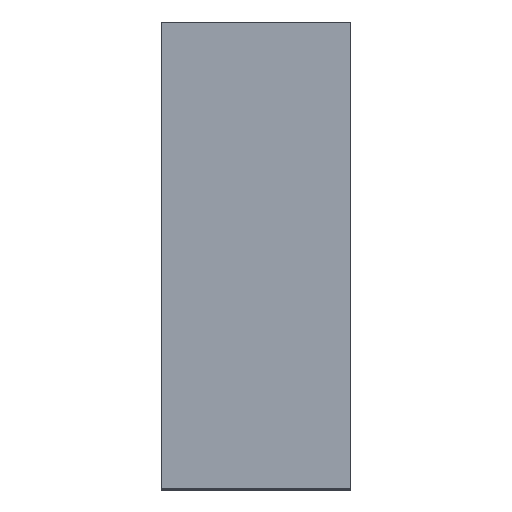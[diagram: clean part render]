
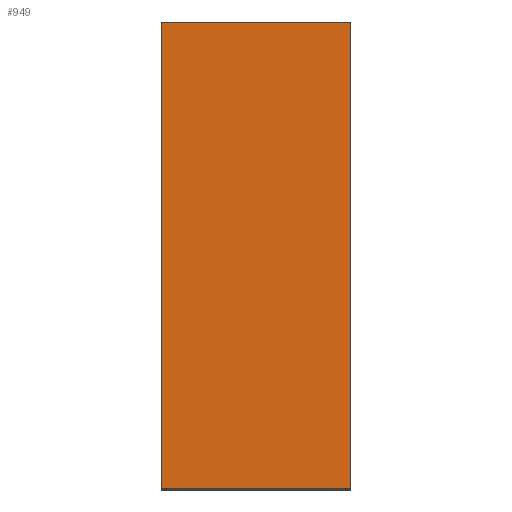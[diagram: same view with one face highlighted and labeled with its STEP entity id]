
A CAD part, top view. The second image highlights one B-rep face of the part: STEP entity #949.
In plain terms, the highlighted planar face has unit normal (0, 0, 1).
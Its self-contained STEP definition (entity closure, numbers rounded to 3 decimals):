
#29 = DIRECTION ( 'NONE',  ( -1., 0., 0. ) ) ;
#31 = CARTESIAN_POINT ( 'NONE',  ( 20., 0., 48.35 ) ) ;
#37 = EDGE_CURVE ( 'NONE', #746, #842, #581, .T. ) ;
#82 = CARTESIAN_POINT ( 'NONE',  ( 0., 0., 48.35 ) ) ;
#92 = CARTESIAN_POINT ( 'NONE',  ( 0., 0., 48.35 ) ) ;
#100 = CARTESIAN_POINT ( 'NONE',  ( 20., 0., 48.35 ) ) ;
#110 = DIRECTION ( 'NONE',  ( 0., -1., 0. ) ) ;
#115 = CARTESIAN_POINT ( 'NONE',  ( 0., -49.098, 48.35 ) ) ;
#239 = CARTESIAN_POINT ( 'NONE',  ( 20., -49.098, 48.35 ) ) ;
#274 = PLANE ( 'NONE',  #922 ) ;
#328 = CARTESIAN_POINT ( 'NONE',  ( 20., 0., 48.35 ) ) ;
#330 = DIRECTION ( 'NONE',  ( -1., 0., 0. ) ) ;
#331 = DIRECTION ( 'NONE',  ( 0., 1., 0. ) ) ;
#341 = DIRECTION ( 'NONE',  ( 0., 0., -1. ) ) ;
#390 = FACE_OUTER_BOUND ( 'NONE', #758, .T. ) ;
#412 = CARTESIAN_POINT ( 'NONE',  ( 20., -49.098, 48.35 ) ) ;
#499 = VECTOR ( 'NONE', #330, 1000. ) ;
#505 = LINE ( 'NONE', #412, #499 ) ;
#515 = VECTOR ( 'NONE', #29, 1000. ) ;
#520 = LINE ( 'NONE', #31, #515 ) ;
#544 = VECTOR ( 'NONE', #110, 1000. ) ;
#557 = LINE ( 'NONE', #82, #544 ) ;
#579 = VECTOR ( 'NONE', #882, 1000. ) ;
#581 = LINE ( 'NONE', #100, #579 ) ;
#648 = VERTEX_POINT ( 'NONE', #92 ) ;
#653 = VERTEX_POINT ( 'NONE', #115 ) ;
#746 = VERTEX_POINT ( 'NONE', #1061 ) ;
#758 = EDGE_LOOP ( 'NONE', ( #1020, #1055, #1063, #1062 ) ) ;
#792 = EDGE_CURVE ( 'NONE', #648, #653, #557, .T. ) ;
#809 = EDGE_CURVE ( 'NONE', #746, #648, #520, .T. ) ;
#820 = EDGE_CURVE ( 'NONE', #842, #653, #505, .T. ) ;
#842 = VERTEX_POINT ( 'NONE', #239 ) ;
#882 = DIRECTION ( 'NONE',  ( 0., -1., 0. ) ) ;
#922 = AXIS2_PLACEMENT_3D ( 'NONE', #328, #341, #331 ) ;
#949 = ADVANCED_FACE ( 'NONE', ( #390 ), #274, .F. ) ;
#1020 = ORIENTED_EDGE ( 'NONE', *, *, #792, .T. ) ;
#1055 = ORIENTED_EDGE ( 'NONE', *, *, #820, .F. ) ;
#1061 = CARTESIAN_POINT ( 'NONE',  ( 20., 0., 48.35 ) ) ;
#1062 = ORIENTED_EDGE ( 'NONE', *, *, #809, .T. ) ;
#1063 = ORIENTED_EDGE ( 'NONE', *, *, #37, .F. ) ;
